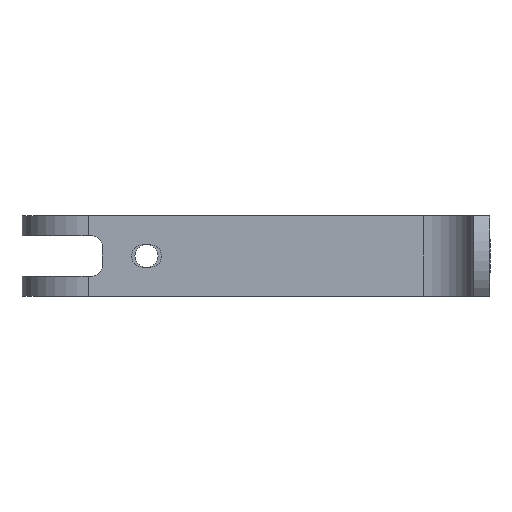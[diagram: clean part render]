
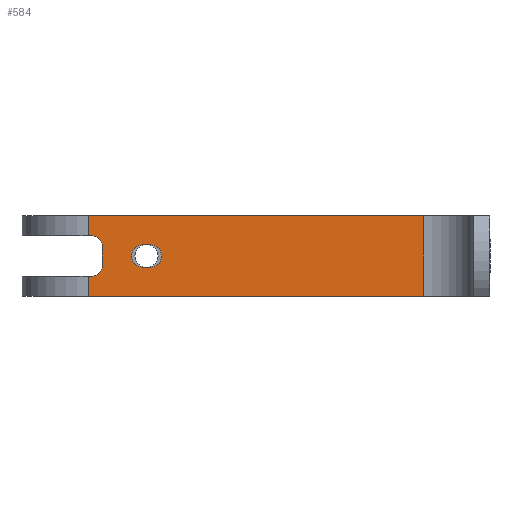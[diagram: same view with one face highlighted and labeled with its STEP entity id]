
A CAD part, front view. The second image highlights one B-rep face of the part: STEP entity #584.
In plain terms, the highlighted planar face has unit normal (0, -1, 0).
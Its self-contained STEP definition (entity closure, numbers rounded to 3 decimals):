
#13 = VECTOR ( 'NONE', #391, 1000. ) ;
#15 = ORIENTED_EDGE ( 'NONE', *, *, #673, .F. ) ;
#19 = AXIS2_PLACEMENT_3D ( 'NONE', #1227, #869, #1102 ) ;
#37 = VECTOR ( 'NONE', #968, 1000. ) ;
#53 = LINE ( 'NONE', #940, #37 ) ;
#99 = CARTESIAN_POINT ( 'NONE',  ( -33., 67., 40. ) ) ;
#132 = CARTESIAN_POINT ( 'NONE',  ( -173., 67., 25.5 ) ) ;
#142 = ORIENTED_EDGE ( 'NONE', *, *, #426, .F. ) ;
#158 = EDGE_CURVE ( 'NONE', #650, #1258, #982, .T. ) ;
#160 = DIRECTION ( 'NONE',  ( 0., -1., 0. ) ) ;
#173 = CARTESIAN_POINT ( 'NONE',  ( -178.5, 67., 20. ) ) ;
#182 = CARTESIAN_POINT ( 'NONE',  ( -33., 67., 40. ) ) ;
#197 = AXIS2_PLACEMENT_3D ( 'NONE', #99, #321, #676 ) ;
#204 = CARTESIAN_POINT ( 'NONE',  ( -200., 67., 40. ) ) ;
#218 = AXIS2_PLACEMENT_3D ( 'NONE', #1404, #413, #862 ) ;
#219 = LINE ( 'NONE', #1228, #462 ) ;
#225 = EDGE_CURVE ( 'NONE', #398, #859, #989, .T. ) ;
#226 = EDGE_CURVE ( 'NONE', #714, #1156, #219, .T. ) ;
#238 = DIRECTION ( 'NONE',  ( 0., 0., 1. ) ) ;
#244 = LINE ( 'NONE', #918, #357 ) ;
#251 = EDGE_CURVE ( 'NONE', #859, #327, #244, .T. ) ;
#257 = CARTESIAN_POINT ( 'NONE',  ( -33., 67., 0. ) ) ;
#270 = LINE ( 'NONE', #1171, #13 ) ;
#271 = CARTESIAN_POINT ( 'NONE',  ( -200., 67., 40. ) ) ;
#302 = LINE ( 'NONE', #527, #950 ) ;
#321 = DIRECTION ( 'NONE',  ( 0., -1., 0. ) ) ;
#327 = VERTEX_POINT ( 'NONE', #600 ) ;
#349 = LINE ( 'NONE', #805, #1260 ) ;
#357 = VECTOR ( 'NONE', #934, 1000. ) ;
#383 = CARTESIAN_POINT ( 'NONE',  ( -198., 67., 30. ) ) ;
#387 = CARTESIAN_POINT ( 'NONE',  ( -198., 67., 15. ) ) ;
#391 = DIRECTION ( 'NONE',  ( 1., 0., 0. ) ) ;
#396 = VERTEX_POINT ( 'NONE', #738 ) ;
#398 = VERTEX_POINT ( 'NONE', #182 ) ;
#413 = DIRECTION ( 'NONE',  ( 0., -1., 0. ) ) ;
#426 = EDGE_CURVE ( 'NONE', #396, #516, #878, .T. ) ;
#429 = CARTESIAN_POINT ( 'NONE',  ( -193., 67., 15. ) ) ;
#430 = DIRECTION ( 'NONE',  ( 0., 0., -1. ) ) ;
#434 = ORIENTED_EDGE ( 'NONE', *, *, #492, .T. ) ;
#435 = DIRECTION ( 'NONE',  ( -1., 0., 0. ) ) ;
#462 = VECTOR ( 'NONE', #1122, 1000. ) ;
#463 = CIRCLE ( 'NONE', #19, 5.5 ) ;
#470 = ORIENTED_EDGE ( 'NONE', *, *, #225, .T. ) ;
#486 = CARTESIAN_POINT ( 'NONE',  ( -193., 67., 25. ) ) ;
#492 = EDGE_CURVE ( 'NONE', #1156, #750, #1383, .T. ) ;
#495 = EDGE_CURVE ( 'NONE', #398, #1185, #302, .T. ) ;
#503 = ORIENTED_EDGE ( 'NONE', *, *, #904, .F. ) ;
#516 = VERTEX_POINT ( 'NONE', #429 ) ;
#527 = CARTESIAN_POINT ( 'NONE',  ( -33., 67., 40. ) ) ;
#530 = EDGE_CURVE ( 'NONE', #1336, #327, #1426, .T. ) ;
#534 = EDGE_CURVE ( 'NONE', #822, #543, #463, .T. ) ;
#543 = VERTEX_POINT ( 'NONE', #683 ) ;
#550 = ORIENTED_EDGE ( 'NONE', *, *, #530, .F. ) ;
#552 = CIRCLE ( 'NONE', #1061, 5.5 ) ;
#566 = PLANE ( 'NONE',  #197 ) ;
#584 = ADVANCED_FACE ( 'NONE', ( #882, #1097 ), #566, .T. ) ;
#600 = CARTESIAN_POINT ( 'NONE',  ( -200., 67., 30. ) ) ;
#636 = CARTESIAN_POINT ( 'NONE',  ( -169., 67., 20. ) ) ;
#639 = VECTOR ( 'NONE', #238, 1000. ) ;
#650 = VERTEX_POINT ( 'NONE', #913 ) ;
#654 = VECTOR ( 'NONE', #430, 1000. ) ;
#657 = VECTOR ( 'NONE', #435, 1000. ) ;
#673 = EDGE_CURVE ( 'NONE', #650, #396, #349, .T. ) ;
#675 = ORIENTED_EDGE ( 'NONE', *, *, #778, .F. ) ;
#676 = DIRECTION ( 'NONE',  ( 1., 0., 0. ) ) ;
#683 = CARTESIAN_POINT ( 'NONE',  ( -173., 67., 14.5 ) ) ;
#714 = VERTEX_POINT ( 'NONE', #132 ) ;
#730 = EDGE_CURVE ( 'NONE', #516, #1109, #1353, .T. ) ;
#738 = CARTESIAN_POINT ( 'NONE',  ( -198., 67., 10. ) ) ;
#750 = VERTEX_POINT ( 'NONE', #1262 ) ;
#761 = ORIENTED_EDGE ( 'NONE', *, *, #730, .F. ) ;
#765 = AXIS2_PLACEMENT_3D ( 'NONE', #636, #1074, #969 ) ;
#778 = EDGE_CURVE ( 'NONE', #714, #822, #552, .T. ) ;
#790 = CARTESIAN_POINT ( 'NONE',  ( -33., 67., 40. ) ) ;
#805 = CARTESIAN_POINT ( 'NONE',  ( -198., 67., 10. ) ) ;
#809 = CARTESIAN_POINT ( 'NONE',  ( -169., 67., 25.5 ) ) ;
#822 = VERTEX_POINT ( 'NONE', #173 ) ;
#839 = CARTESIAN_POINT ( 'NONE',  ( -200., 67., 0. ) ) ;
#852 = EDGE_LOOP ( 'NONE', ( #550, #503, #761, #142, #15, #868, #1244, #1380, #470, #944 ) ) ;
#859 = VERTEX_POINT ( 'NONE', #271 ) ;
#862 = DIRECTION ( 'NONE',  ( -1., 0., 0. ) ) ;
#868 = ORIENTED_EDGE ( 'NONE', *, *, #158, .T. ) ;
#869 = DIRECTION ( 'NONE',  ( 0., -1., 0. ) ) ;
#878 = CIRCLE ( 'NONE', #1316, 5. ) ;
#882 = FACE_OUTER_BOUND ( 'NONE', #852, .T. ) ;
#903 = EDGE_CURVE ( 'NONE', #1185, #1258, #53, .T. ) ;
#904 = EDGE_CURVE ( 'NONE', #1109, #1336, #1289, .T. ) ;
#907 = CARTESIAN_POINT ( 'NONE',  ( -173., 67., 20. ) ) ;
#913 = CARTESIAN_POINT ( 'NONE',  ( -200., 67., 10. ) ) ;
#918 = CARTESIAN_POINT ( 'NONE',  ( -200., 67., 40. ) ) ;
#934 = DIRECTION ( 'NONE',  ( 0., 0., -1. ) ) ;
#938 = ORIENTED_EDGE ( 'NONE', *, *, #1256, .F. ) ;
#940 = CARTESIAN_POINT ( 'NONE',  ( -33., 67., 0. ) ) ;
#944 = ORIENTED_EDGE ( 'NONE', *, *, #251, .T. ) ;
#950 = VECTOR ( 'NONE', #1405, 1000. ) ;
#952 = VECTOR ( 'NONE', #1221, 1000. ) ;
#958 = EDGE_LOOP ( 'NONE', ( #938, #1196, #675, #1053, #434 ) ) ;
#968 = DIRECTION ( 'NONE',  ( -1., 0., 0. ) ) ;
#969 = DIRECTION ( 'NONE',  ( 1., 0., 0. ) ) ;
#982 = LINE ( 'NONE', #204, #654 ) ;
#989 = LINE ( 'NONE', #790, #952 ) ;
#1053 = ORIENTED_EDGE ( 'NONE', *, *, #226, .T. ) ;
#1061 = AXIS2_PLACEMENT_3D ( 'NONE', #907, #1253, #1268 ) ;
#1074 = DIRECTION ( 'NONE',  ( 0., 1., 0. ) ) ;
#1097 = FACE_BOUND ( 'NONE', #958, .T. ) ;
#1102 = DIRECTION ( 'NONE',  ( 1., 0., 0. ) ) ;
#1109 = VERTEX_POINT ( 'NONE', #1239 ) ;
#1122 = DIRECTION ( 'NONE',  ( 1., 0., 0. ) ) ;
#1139 = DIRECTION ( 'NONE',  ( 1., 0., 0. ) ) ;
#1156 = VERTEX_POINT ( 'NONE', #809 ) ;
#1171 = CARTESIAN_POINT ( 'NONE',  ( -173., 67., 14.5 ) ) ;
#1185 = VERTEX_POINT ( 'NONE', #257 ) ;
#1196 = ORIENTED_EDGE ( 'NONE', *, *, #534, .F. ) ;
#1221 = DIRECTION ( 'NONE',  ( -1., 0., 0. ) ) ;
#1227 = CARTESIAN_POINT ( 'NONE',  ( -173., 67., 20. ) ) ;
#1228 = CARTESIAN_POINT ( 'NONE',  ( -173., 67., 25.5 ) ) ;
#1239 = CARTESIAN_POINT ( 'NONE',  ( -193., 67., 25. ) ) ;
#1244 = ORIENTED_EDGE ( 'NONE', *, *, #903, .F. ) ;
#1253 = DIRECTION ( 'NONE',  ( 0., -1., 0. ) ) ;
#1256 = EDGE_CURVE ( 'NONE', #543, #750, #270, .T. ) ;
#1258 = VERTEX_POINT ( 'NONE', #839 ) ;
#1260 = VECTOR ( 'NONE', #1139, 1000. ) ;
#1262 = CARTESIAN_POINT ( 'NONE',  ( -169., 67., 14.5 ) ) ;
#1268 = DIRECTION ( 'NONE',  ( 1., 0., 0. ) ) ;
#1289 = CIRCLE ( 'NONE', #218, 5. ) ;
#1297 = DIRECTION ( 'NONE',  ( -1., 0., 0. ) ) ;
#1316 = AXIS2_PLACEMENT_3D ( 'NONE', #387, #160, #1297 ) ;
#1328 = CARTESIAN_POINT ( 'NONE',  ( -233., 67., 30. ) ) ;
#1336 = VERTEX_POINT ( 'NONE', #383 ) ;
#1353 = LINE ( 'NONE', #486, #639 ) ;
#1380 = ORIENTED_EDGE ( 'NONE', *, *, #495, .F. ) ;
#1383 = CIRCLE ( 'NONE', #765, 5.5 ) ;
#1404 = CARTESIAN_POINT ( 'NONE',  ( -198., 67., 25. ) ) ;
#1405 = DIRECTION ( 'NONE',  ( 0., 0., -1. ) ) ;
#1426 = LINE ( 'NONE', #1328, #657 ) ;
